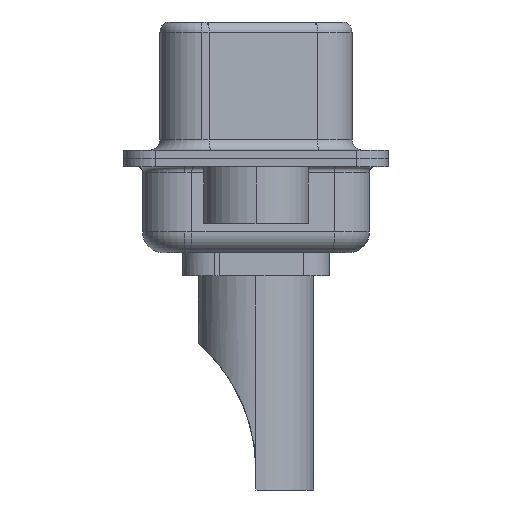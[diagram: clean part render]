
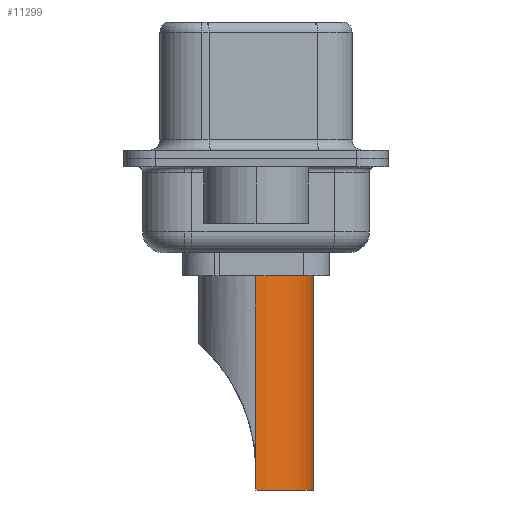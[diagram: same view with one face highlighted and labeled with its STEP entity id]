
A CAD part, left-side view. The second image highlights one B-rep face of the part: STEP entity #11299.
In plain terms, the highlighted cylindrical face has radius 2.75 mm (diameter 5.5 mm), a partial arc.
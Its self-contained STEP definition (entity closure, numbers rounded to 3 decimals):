
#628 = CIRCLE ( 'NONE', #13829, 2.75 ) ;
#742 = AXIS2_PLACEMENT_3D ( 'NONE', #9207, #11197, #6835 ) ;
#915 = VECTOR ( 'NONE', #7087, 1000. ) ;
#1163 = CARTESIAN_POINT ( 'NONE',  ( -2.75, 0., 1.5 ) ) ;
#1469 = LINE ( 'NONE', #10455, #915 ) ;
#1971 = CARTESIAN_POINT ( 'NONE',  ( 2.75, 0., -8.7 ) ) ;
#2273 = CARTESIAN_POINT ( 'NONE',  ( -2.75, 0., 4.234 ) ) ;
#2283 = ORIENTED_EDGE ( 'NONE', *, *, #12142, .T. ) ;
#2494 = FACE_OUTER_BOUND ( 'NONE', #7924, .T. ) ;
#2725 = CARTESIAN_POINT ( 'NONE',  ( 2.75, 0., -7.764 ) ) ;
#2839 = CIRCLE ( 'NONE', #742, 2.75 ) ;
#3664 = LINE ( 'NONE', #2273, #20994 ) ;
#4007 = DIRECTION ( 'NONE',  ( 0., 0., 1. ) ) ;
#4042 = LINE ( 'NONE', #10670, #8517 ) ;
#5282 = CARTESIAN_POINT ( 'NONE',  ( 2.75, 0., 1.5 ) ) ;
#5693 = EDGE_CURVE ( 'NONE', #9675, #16320, #2839, .T. ) ;
#6835 = DIRECTION ( 'NONE',  ( 1., 0., 0. ) ) ;
#7087 = DIRECTION ( 'NONE',  ( 0., 0., -1. ) ) ;
#7132 = EDGE_CURVE ( 'NONE', #8446, #19025, #7923, .T. ) ;
#7252 = ORIENTED_EDGE ( 'NONE', *, *, #14567, .T. ) ;
#7923 = LINE ( 'NONE', #21277, #16870 ) ;
#7924 = EDGE_LOOP ( 'NONE', ( #12664, #21504, #7252, #11786, #2283, #20920 ) ) ;
#8446 = VERTEX_POINT ( 'NONE', #2725 ) ;
#8517 = VECTOR ( 'NONE', #20697, 1000. ) ;
#9207 = CARTESIAN_POINT ( 'NONE',  ( 0., 0., 1.5 ) ) ;
#9675 = VERTEX_POINT ( 'NONE', #1163 ) ;
#10455 = CARTESIAN_POINT ( 'NONE',  ( -2.75, 0., -8.7 ) ) ;
#10670 = CARTESIAN_POINT ( 'NONE',  ( 2.75, 0., 4.234 ) ) ;
#11120 = CARTESIAN_POINT ( 'NONE',  ( -2.75, 0., -8.7 ) ) ;
#11197 = DIRECTION ( 'NONE',  ( 0., 0., 1. ) ) ;
#11299 = ADVANCED_FACE ( 'NONE', ( #2494 ), #15418, .T. ) ;
#11472 = DIRECTION ( 'NONE',  ( 1., 0., 0. ) ) ;
#11503 = CARTESIAN_POINT ( 'NONE',  ( 0., 0., 4.234 ) ) ;
#11786 = ORIENTED_EDGE ( 'NONE', *, *, #7132, .F. ) ;
#11912 = DIRECTION ( 'NONE',  ( 0., 0., 1. ) ) ;
#12142 = EDGE_CURVE ( 'NONE', #8446, #16320, #4042, .T. ) ;
#12664 = ORIENTED_EDGE ( 'NONE', *, *, #18182, .F. ) ;
#13522 = VERTEX_POINT ( 'NONE', #17445 ) ;
#13829 = AXIS2_PLACEMENT_3D ( 'NONE', #14074, #4007, #15782 ) ;
#14074 = CARTESIAN_POINT ( 'NONE',  ( 0., 0., -8.7 ) ) ;
#14567 = EDGE_CURVE ( 'NONE', #15315, #19025, #628, .T. ) ;
#15016 = EDGE_CURVE ( 'NONE', #13522, #15315, #1469, .T. ) ;
#15315 = VERTEX_POINT ( 'NONE', #11120 ) ;
#15418 = CYLINDRICAL_SURFACE ( 'NONE', #19977, 2.75 ) ;
#15782 = DIRECTION ( 'NONE',  ( 1., 0., 0. ) ) ;
#16320 = VERTEX_POINT ( 'NONE', #5282 ) ;
#16870 = VECTOR ( 'NONE', #21356, 1000. ) ;
#17417 = DIRECTION ( 'NONE',  ( 0., 0., 1. ) ) ;
#17445 = CARTESIAN_POINT ( 'NONE',  ( -2.75, 0., -7.764 ) ) ;
#18182 = EDGE_CURVE ( 'NONE', #13522, #9675, #3664, .T. ) ;
#19025 = VERTEX_POINT ( 'NONE', #1971 ) ;
#19977 = AXIS2_PLACEMENT_3D ( 'NONE', #11503, #11912, #11472 ) ;
#20697 = DIRECTION ( 'NONE',  ( 0., 0., 1. ) ) ;
#20920 = ORIENTED_EDGE ( 'NONE', *, *, #5693, .F. ) ;
#20994 = VECTOR ( 'NONE', #17417, 1000. ) ;
#21277 = CARTESIAN_POINT ( 'NONE',  ( 2.75, 0., -8.7 ) ) ;
#21356 = DIRECTION ( 'NONE',  ( 0., 0., -1. ) ) ;
#21504 = ORIENTED_EDGE ( 'NONE', *, *, #15016, .T. ) ;
